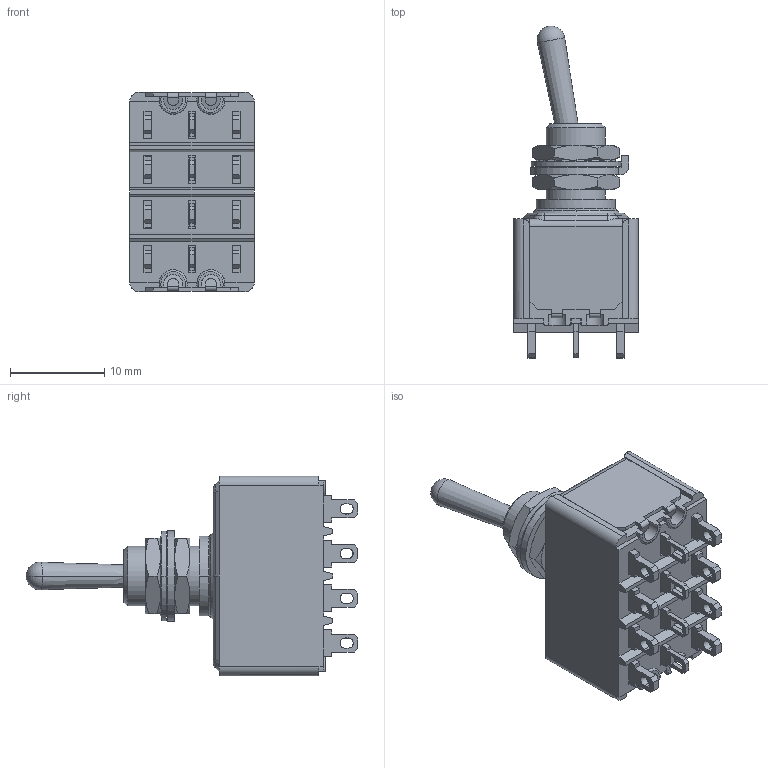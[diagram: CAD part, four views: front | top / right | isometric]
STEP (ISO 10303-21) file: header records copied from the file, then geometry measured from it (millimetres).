
FILE_DESCRIPTION((''),'2;1');
FILE_NAME('5666A','2009-04-20T',('francis'),(''),'PRO/ENGINEER BY PARAMETRIC TECHNOLOGY CORPORATION, 2008400','PRO/ENGINEER BY PARAMETRIC TECHNOLOGY CORPORATION, 2008400','');
FILE_SCHEMA(('CONFIG_CONTROL_DESIGN'));
Length unit declared in the file: millimetre
Products named in the file (1): 5666A
Bounding box: 13.2 x 35.24 x 21.2 mm (x, y, z)
Volume: 1868.4 mm3; surface area: 4497.9 mm2
Topology: 5 solids, 5 shells, 1060 faces, 3011 edges, 1902 vertices
Faces by surface type: plane 700, cylinder 205, cone 87, sphere 36, bspline 20, torus 12
Entity records: 35916 total; most frequent: CARTESIAN_POINT 8511, ORIENTED_EDGE 6018, DIRECTION 5342, EDGE_CURVE 3009, VECTOR 2068, LINE 2068, VERTEX_POINT 1902, AXIS2_PLACEMENT_3D 1637
